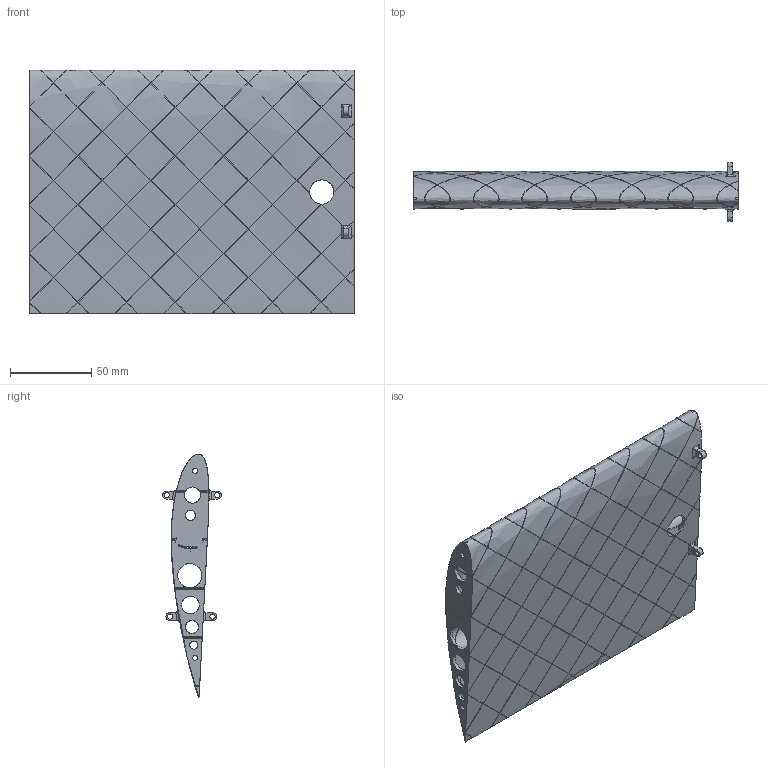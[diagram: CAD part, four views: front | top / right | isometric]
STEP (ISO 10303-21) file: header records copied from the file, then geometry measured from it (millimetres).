
FILE_DESCRIPTION(/* description */ (''),/* implementation_level */ '2;1');
FILE_NAME(/* name */ 'Tip-Thrust Rotor Segment.stp',/* time_stamp */ '2024-08-23T15:40:45+02:00',/* author */ ('Rayde Kruger'),/* organization */ (''),/* preprocessor_version */ 'ST-DEVELOPER v20',/* originating_system */ 'Autodesk Inventor 2025',/* authorisation */ '');
FILE_SCHEMA (('AUTOMOTIVE_DESIGN { 1 0 10303 214 3 1 1 }'));
Length unit declared in the file: millimetre
Products named in the file (1): Light_NACA4415_Tip_Thrust
Bounding box: 200 x 36.13 x 150.02 mm (x, y, z)
Volume: 57484.9 mm3; surface area: 216944.3 mm2
Topology: 3 solids, 3 shells, 543 faces, 2038 edges, 1370 vertices
Faces by surface type: plane 382, cylinder 138, bspline 23
Full cylindrical faces by diameter (mm): 1.2 x7, 3 x16, 3.2 x20, 4 x1, 5 x15, 6.2 x9, 7 x1, 7.8 x1, 8 x15, 10 x8, 11 x9, 15 x9, 15.5 x1, 17 x8
Entity records: 27907 total; most frequent: CARTESIAN_POINT 10830, ORIENTED_EDGE 4068, DIRECTION 2925, EDGE_CURVE 2034, VERTEX_POINT 1364, AXIS2_PLACEMENT_3D 1129, EDGE_LOOP 852, B_SPLINE_CURVE_WITH_KNOTS 759
